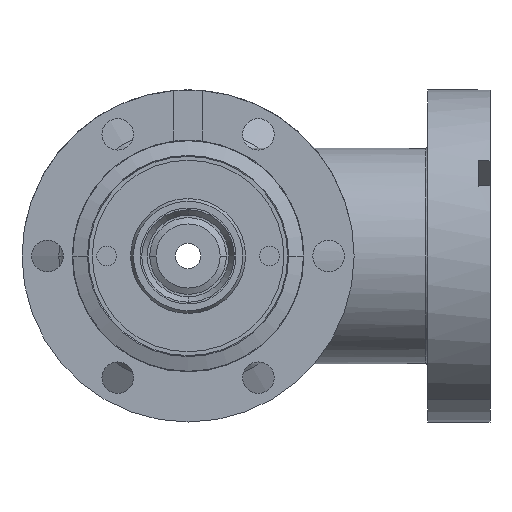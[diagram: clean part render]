
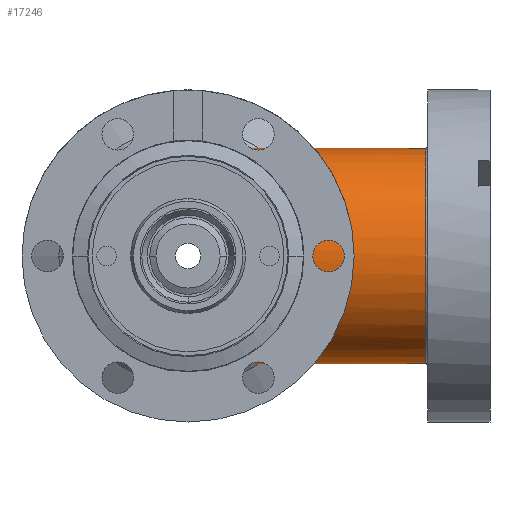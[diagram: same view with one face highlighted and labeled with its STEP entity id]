
A CAD part, front view. The second image highlights one B-rep face of the part: STEP entity #17246.
In plain terms, the highlighted cylindrical face has radius 22.5 mm (diameter 45 mm), a partial arc.
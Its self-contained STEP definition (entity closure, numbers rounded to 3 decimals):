
#33 = CARTESIAN_POINT ( 'NONE',  ( 21.253, -20.343, -14.107 ) ) ;
#85 = VECTOR ( 'NONE', #5138, 1000. ) ;
#125 = CARTESIAN_POINT ( 'NONE',  ( 13.628, -9.266, -21.554 ) ) ;
#206 = VERTEX_POINT ( 'NONE', #18559 ) ;
#442 = DIRECTION ( 'NONE',  ( 0., 0., -1. ) ) ;
#1781 = CARTESIAN_POINT ( 'NONE',  ( 12.388, -5.971, 22.289 ) ) ;
#1875 = CARTESIAN_POINT ( 'NONE',  ( 20.503, -19.426, 15.176 ) ) ;
#1961 = CARTESIAN_POINT ( 'NONE',  ( 25.5, -25.3, -0.804 ) ) ;
#2040 = CARTESIAN_POINT ( 'NONE',  ( 20.495, -19.415, -15.176 ) ) ;
#2129 = CARTESIAN_POINT ( 'NONE',  ( 13.155, -8.2, -21.845 ) ) ;
#2952 = EDGE_CURVE ( 'NONE', #4505, #8684, #24121, .T. ) ;
#2996 = CARTESIAN_POINT ( 'NONE',  ( 0., -2.8, -22.5 ) ) ;
#3773 = EDGE_CURVE ( 'NONE', #16181, #206, #26035, .T. ) ;
#3852 = CARTESIAN_POINT ( 'NONE',  ( 13.142, -8.202, 21.855 ) ) ;
#3937 = CARTESIAN_POINT ( 'NONE',  ( 21.621, -20.787, 13.537 ) ) ;
#4018 = CARTESIAN_POINT ( 'NONE',  ( 25.314, -25.089, -3.178 ) ) ;
#4109 = CARTESIAN_POINT ( 'NONE',  ( 19.912, -18.69, -15.934 ) ) ;
#4200 = CARTESIAN_POINT ( 'NONE',  ( 12.607, -6.724, -22.168 ) ) ;
#4505 = VERTEX_POINT ( 'NONE', #8614 ) ;
#4682 = ORIENTED_EDGE ( 'NONE', *, *, #6342, .F. ) ;
#4924 = VECTOR ( 'NONE', #6743, 1000. ) ;
#5138 = DIRECTION ( 'NONE',  ( -1., 0., 0. ) ) ;
#5897 = CARTESIAN_POINT ( 'NONE',  ( 14.14, -10.304, 21.224 ) ) ;
#5987 = CARTESIAN_POINT ( 'NONE',  ( 23.284, -22.756, 10.501 ) ) ;
#6070 = CARTESIAN_POINT ( 'NONE',  ( 24.91, -24.629, -5.511 ) ) ;
#6156 = CARTESIAN_POINT ( 'NONE',  ( 18.11, -16.386, -17.987 ) ) ;
#6232 = CARTESIAN_POINT ( 'NONE',  ( 12.159, -4.797, -22.415 ) ) ;
#6342 = EDGE_CURVE ( 'NONE', #4505, #206, #16185, .T. ) ;
#6587 = CARTESIAN_POINT ( 'NONE',  ( 49.6, -2.8, 0. ) ) ;
#6743 = DIRECTION ( 'NONE',  ( -1., 0., 0. ) ) ;
#7126 = CARTESIAN_POINT ( 'NONE',  ( 49.6, -2.8, 22.5 ) ) ;
#7642 = CARTESIAN_POINT ( 'NONE',  ( 12., -2.8, 22.5 ) ) ;
#7898 = CARTESIAN_POINT ( 'NONE',  ( 15.267, -12.253, 20.43 ) ) ;
#7971 = CARTESIAN_POINT ( 'NONE',  ( 24.318, -23.952, 7.71 ) ) ;
#8067 = CARTESIAN_POINT ( 'NONE',  ( 24.314, -23.946, -7.725 ) ) ;
#8156 = CARTESIAN_POINT ( 'NONE',  ( 16.477, -14.1, -19.469 ) ) ;
#8247 = CARTESIAN_POINT ( 'NONE',  ( 12.02, -3.598, -22.489 ) ) ;
#8611 = DIRECTION ( 'NONE',  ( 0., 0., -1. ) ) ;
#8614 = CARTESIAN_POINT ( 'NONE',  ( 49.6, -2.8, -22.5 ) ) ;
#8684 = VERTEX_POINT ( 'NONE', #7126 ) ;
#9910 = CARTESIAN_POINT ( 'NONE',  ( 16.468, -14.087, 19.477 ) ) ;
#9995 = CARTESIAN_POINT ( 'NONE',  ( 24.913, -24.633, 5.493 ) ) ;
#10088 = CARTESIAN_POINT ( 'NONE',  ( 23.275, -22.746, -10.523 ) ) ;
#10176 = CARTESIAN_POINT ( 'NONE',  ( 15.269, -12.256, -20.429 ) ) ;
#10185 = FACE_OUTER_BOUND ( 'NONE', #26114, .T. ) ;
#10257 = CARTESIAN_POINT ( 'NONE',  ( 12., -2.8, -22.5 ) ) ;
#10290 = CARTESIAN_POINT ( 'NONE',  ( 12., -2.8, 22.5 ) ) ;
#10421 = DIRECTION ( 'NONE',  ( -1., 0., 0. ) ) ;
#10818 = AXIS2_PLACEMENT_3D ( 'NONE', #6587, #20697, #8611 ) ;
#11857 = CARTESIAN_POINT ( 'NONE',  ( 12.02, -3.595, 22.489 ) ) ;
#11954 = CARTESIAN_POINT ( 'NONE',  ( 18.117, -16.396, 17.98 ) ) ;
#12032 = CARTESIAN_POINT ( 'NONE',  ( 25.313, -25.088, 3.182 ) ) ;
#12125 = CARTESIAN_POINT ( 'NONE',  ( 21.615, -20.779, -13.547 ) ) ;
#12201 = CARTESIAN_POINT ( 'NONE',  ( 14.138, -10.299, -21.226 ) ) ;
#12354 = CARTESIAN_POINT ( 'NONE',  ( 0., -2.8, 0. ) ) ;
#13893 = CARTESIAN_POINT ( 'NONE',  ( 12.159, -4.795, 22.415 ) ) ;
#13974 = CARTESIAN_POINT ( 'NONE',  ( 20.117, -18.948, 15.683 ) ) ;
#14067 = CARTESIAN_POINT ( 'NONE',  ( 25.5, -25.3, 0.786 ) ) ;
#14160 = CARTESIAN_POINT ( 'NONE',  ( 20.687, -19.651, -14.913 ) ) ;
#14247 = CARTESIAN_POINT ( 'NONE',  ( 13.465, -8.916, -21.656 ) ) ;
#15923 = CARTESIAN_POINT ( 'NONE',  ( 12.608, -6.728, 22.167 ) ) ;
#16012 = CARTESIAN_POINT ( 'NONE',  ( 21.254, -20.345, 14.104 ) ) ;
#16103 = CARTESIAN_POINT ( 'NONE',  ( 25.462, -25.257, -1.597 ) ) ;
#16181 = VERTEX_POINT ( 'NONE', #10290 ) ;
#16182 = CARTESIAN_POINT ( 'NONE',  ( 20.107, -18.934, -15.686 ) ) ;
#16185 = LINE ( 'NONE', #2996, #85 ) ;
#16272 = CARTESIAN_POINT ( 'NONE',  ( 13.009, -7.834, -21.933 ) ) ;
#17246 = ADVANCED_FACE ( 'NONE', ( #10185 ), #18382, .T. ) ;
#17954 = CARTESIAN_POINT ( 'NONE',  ( 13.458, -8.922, 21.663 ) ) ;
#18027 = CARTESIAN_POINT ( 'NONE',  ( 22.662, -22.03, 11.771 ) ) ;
#18103 = ORIENTED_EDGE ( 'NONE', *, *, #2952, .T. ) ;
#18113 = CARTESIAN_POINT ( 'NONE',  ( 25.201, -24.961, -3.971 ) ) ;
#18203 = CARTESIAN_POINT ( 'NONE',  ( 18.925, -17.447, -17.136 ) ) ;
#18295 = CARTESIAN_POINT ( 'NONE',  ( 12.387, -5.967, -22.29 ) ) ;
#18382 = CYLINDRICAL_SURFACE ( 'NONE', #23195, 22.5 ) ;
#18559 = CARTESIAN_POINT ( 'NONE',  ( 12., -2.8, -22.5 ) ) ;
#19987 = CARTESIAN_POINT ( 'NONE',  ( 14.506, -10.967, 20.977 ) ) ;
#20070 = CARTESIAN_POINT ( 'NONE',  ( 24.077, -23.674, 8.432 ) ) ;
#20168 = CARTESIAN_POINT ( 'NONE',  ( 24.731, -24.425, -6.261 ) ) ;
#20248 = CARTESIAN_POINT ( 'NONE',  ( 16.885, -14.686, -19.117 ) ) ;
#20335 = CARTESIAN_POINT ( 'NONE',  ( 12.1, -4.401, -22.447 ) ) ;
#20697 = DIRECTION ( 'NONE',  ( -1., 0., 0. ) ) ;
#21022 = LINE ( 'NONE', #23020, #4924 ) ;
#21342 = ORIENTED_EDGE ( 'NONE', *, *, #24696, .T. ) ;
#22017 = CARTESIAN_POINT ( 'NONE',  ( 15.662, -12.875, 20.13 ) ) ;
#22109 = CARTESIAN_POINT ( 'NONE',  ( 24.736, -24.431, 6.242 ) ) ;
#22194 = CARTESIAN_POINT ( 'NONE',  ( 24.075, -23.671, -8.439 ) ) ;
#22277 = CARTESIAN_POINT ( 'NONE',  ( 15.669, -12.886, -20.125 ) ) ;
#22358 = CARTESIAN_POINT ( 'NONE',  ( 12., -3.198, -22.5 ) ) ;
#23020 = CARTESIAN_POINT ( 'NONE',  ( 0., -2.8, 22.5 ) ) ;
#23195 = AXIS2_PLACEMENT_3D ( 'NONE', #12354, #10421, #442 ) ;
#23924 = CARTESIAN_POINT ( 'NONE',  ( 12., -3.197, 22.5 ) ) ;
#24008 = CARTESIAN_POINT ( 'NONE',  ( 16.879, -14.677, 19.122 ) ) ;
#24097 = CARTESIAN_POINT ( 'NONE',  ( 25.202, -24.962, 3.963 ) ) ;
#24121 = CIRCLE ( 'NONE', #10818, 22.5 ) ;
#24194 = CARTESIAN_POINT ( 'NONE',  ( 22.651, -22.017, -11.791 ) ) ;
#24282 = ORIENTED_EDGE ( 'NONE', *, *, #3773, .T. ) ;
#24286 = CARTESIAN_POINT ( 'NONE',  ( 14.504, -10.964, -20.979 ) ) ;
#24696 = EDGE_CURVE ( 'NONE', #8684, #16181, #21022, .T. ) ;
#25965 = CARTESIAN_POINT ( 'NONE',  ( 12.099, -4.393, 22.447 ) ) ;
#26035 = B_SPLINE_CURVE_WITH_KNOTS ( 'NONE', 3,
 ( #7642, #23924, #11857, #25965, #13893, #1781, #15923, #3852, #17954, #5897, #19987, #7898, #22017, #9910, #24008, #11954, #26044, #13974, #1875, #16012, #3937, #18027, #5987, #20070, #7971, #22109, #9995, #24097, #12032, #26132, #14067, #1961, #16103, #4018, #18113, #6070, #20168, #8067, #22194, #10088, #24194, #12125, #33, #14160, #2040, #16182, #4109, #18203, #6156, #20248, #8156, #22277, #10176, #24286, #12201, #125, #14247, #2129, #16272, #4200, #18295, #6232, #20335, #8247, #22358, #10257 ),
 .UNSPECIFIED., .F., .F.,
 ( 4, 2, 2, 2, 2, 2, 2, 2, 2, 2, 2, 2, 2, 2, 2, 2, 2, 2, 2, 2, 2, 2, 2, 2, 2, 2, 2, 2, 2, 2, 2, 2, 4 ),
 ( 0.074, 0.075, 0.076, 0.078, 0.081, 0.083, 0.085, 0.088, 0.093, 0.095, 0.097, 0.102, 0.104, 0.107, 0.109, 0.112, 0.114, 0.116, 0.119, 0.121, 0.126, 0.128, 0.13, 0.131, 0.135, 0.138, 0.14, 0.143, 0.144, 0.145, 0.147, 0.149, 0.15 ),
 .UNSPECIFIED. ) ;
#26044 = CARTESIAN_POINT ( 'NONE',  ( 18.935, -17.46, 17.124 ) ) ;
#26114 = EDGE_LOOP ( 'NONE', ( #18103, #21342, #24282, #4682 ) ) ;
#26132 = CARTESIAN_POINT ( 'NONE',  ( 25.463, -25.259, 1.584 ) ) ;
